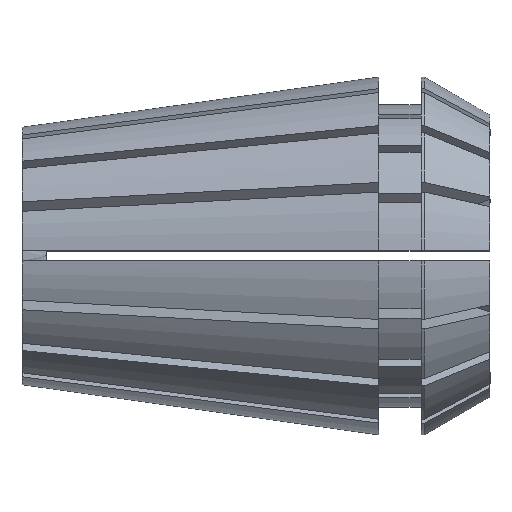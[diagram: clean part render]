
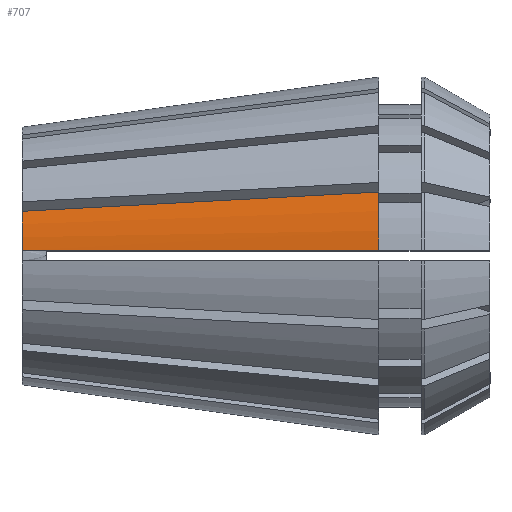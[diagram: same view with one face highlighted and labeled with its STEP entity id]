
A CAD part, top view. The second image highlights one B-rep face of the part: STEP entity #707.
In plain terms, the highlighted conical face has half-angle 8 degrees and reference radius 13 mm.
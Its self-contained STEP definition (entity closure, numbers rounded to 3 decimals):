
#40 = CARTESIAN_POINT ( 'NONE',  ( 0., 3.233, 8.784 ) ) ;
#134 = FACE_OUTER_BOUND ( 'NONE', #2549, .T. ) ;
#258 = ORIENTED_EDGE ( 'NONE', *, *, #729, .F. ) ;
#673 = CARTESIAN_POINT ( 'NONE',  ( 24.044, 0.375, 12.734 ) ) ;
#707 = ADVANCED_FACE ( 'NONE', ( #134 ), #3452, .T. ) ;
#729 = EDGE_CURVE ( 'NONE', #2189, #2904, #4177, .T. ) ;
#940 = CIRCLE ( 'NONE', #5817, 9.36 ) ;
#966 = CARTESIAN_POINT ( 'NONE',  ( 19.482, 4.281, 11.316 ) ) ;
#1417 = CARTESIAN_POINT ( 'NONE',  ( 25.9, 4.626, 12.149 ) ) ;
#1537 = ORIENTED_EDGE ( 'NONE', *, *, #2658, .T. ) ;
#1612 = DIRECTION ( 'NONE',  ( 0., 0., -1. ) ) ;
#1675 = CARTESIAN_POINT ( 'NONE',  ( 0., 0.375, 9.353 ) ) ;
#1677 = DIRECTION ( 'NONE',  ( -1., 0., 0. ) ) ;
#1864 = CARTESIAN_POINT ( 'NONE',  ( 10.849, 3.817, 10.194 ) ) ;
#1886 = DIRECTION ( 'NONE',  ( 1., 0., 0. ) ) ;
#1996 = CARTESIAN_POINT ( 'NONE',  ( 22.187, 0.375, 12.473 ) ) ;
#2178 = CARTESIAN_POINT ( 'NONE',  ( 25.9, 0.375, 12.995 ) ) ;
#2189 = VERTEX_POINT ( 'NONE', #2178 ) ;
#2393 = CARTESIAN_POINT ( 'NONE',  ( 0., 0., 0. ) ) ;
#2467 = EDGE_CURVE ( 'NONE', #2904, #4941, #940, .T. ) ;
#2510 = CIRCLE ( 'NONE', #5333, 13. ) ;
#2517 = CARTESIAN_POINT ( 'NONE',  ( 1.087, 0.375, 9.506 ) ) ;
#2549 = EDGE_LOOP ( 'NONE', ( #2900, #2614, #258, #1537 ) ) ;
#2614 = ORIENTED_EDGE ( 'NONE', *, *, #2467, .F. ) ;
#2658 = EDGE_CURVE ( 'NONE', #2189, #4878, #2510, .T. ) ;
#2803 = CARTESIAN_POINT ( 'NONE',  ( 0., 0.375, 9.353 ) ) ;
#2850 = CARTESIAN_POINT ( 'NONE',  ( 3.261, 0.375, 9.811 ) ) ;
#2853 = DIRECTION ( 'NONE',  ( 0., 0., 1. ) ) ;
#2881 = EDGE_CURVE ( 'NONE', #4941, #4878, #5456, .T. ) ;
#2900 = ORIENTED_EDGE ( 'NONE', *, *, #2881, .F. ) ;
#2904 = VERTEX_POINT ( 'NONE', #2803 ) ;
#2911 = CARTESIAN_POINT ( 'NONE',  ( 8.951, 0.375, 10.612 ) ) ;
#2961 = CARTESIAN_POINT ( 'NONE',  ( 25.9, 0., 0. ) ) ;
#3014 = CARTESIAN_POINT ( 'NONE',  ( 2.174, 0.375, 9.659 ) ) ;
#3163 = CARTESIAN_POINT ( 'NONE',  ( 25.9, 4.626, 12.149 ) ) ;
#3214 = CARTESIAN_POINT ( 'NONE',  ( 0., 3.233, 8.784 ) ) ;
#3452 = CONICAL_SURFACE ( 'NONE', #4009, 13., 0.14 ) ;
#3656 = CARTESIAN_POINT ( 'NONE',  ( 16.273, 4.108, 10.899 ) ) ;
#3786 = CARTESIAN_POINT ( 'NONE',  ( 20.331, 0.375, 12.212 ) ) ;
#4009 = AXIS2_PLACEMENT_3D ( 'NONE', #2961, #1886, #1612 ) ;
#4097 = CARTESIAN_POINT ( 'NONE',  ( 22.691, 4.454, 11.732 ) ) ;
#4177 = B_SPLINE_CURVE_WITH_KNOTS ( 'NONE', 3,
 ( #4726, #673, #1996, #3786, #4987, #2911, #2850, #3014, #2517, #1675 ),
 .UNSPECIFIED., .F., .F.,
 ( 4, 3, 3, 4 ),
 ( 0.051, 0.057, 0.074, 0.078 ),
 .UNSPECIFIED. ) ;
#4336 = CARTESIAN_POINT ( 'NONE',  ( 25.9, 0., 0. ) ) ;
#4726 = CARTESIAN_POINT ( 'NONE',  ( 25.9, 0.375, 12.995 ) ) ;
#4777 = DIRECTION ( 'NONE',  ( 0., 0., 1. ) ) ;
#4878 = VERTEX_POINT ( 'NONE', #3163 ) ;
#4941 = VERTEX_POINT ( 'NONE', #40 ) ;
#4964 = CARTESIAN_POINT ( 'NONE',  ( 5.424, 3.525, 9.489 ) ) ;
#4987 = CARTESIAN_POINT ( 'NONE',  ( 14.641, 0.375, 11.412 ) ) ;
#5333 = AXIS2_PLACEMENT_3D ( 'NONE', #4336, #1677, #4777 ) ;
#5456 = B_SPLINE_CURVE_WITH_KNOTS ( 'NONE', 3,
 ( #3214, #4964, #1864, #3656, #966, #4097, #1417 ),
 .UNSPECIFIED., .F., .F.,
 ( 4, 3, 4 ),
 ( 0., 0.016, 0.026 ),
 .UNSPECIFIED. ) ;
#5493 = DIRECTION ( 'NONE',  ( -1., 0., 0. ) ) ;
#5817 = AXIS2_PLACEMENT_3D ( 'NONE', #2393, #5493, #2853 ) ;
